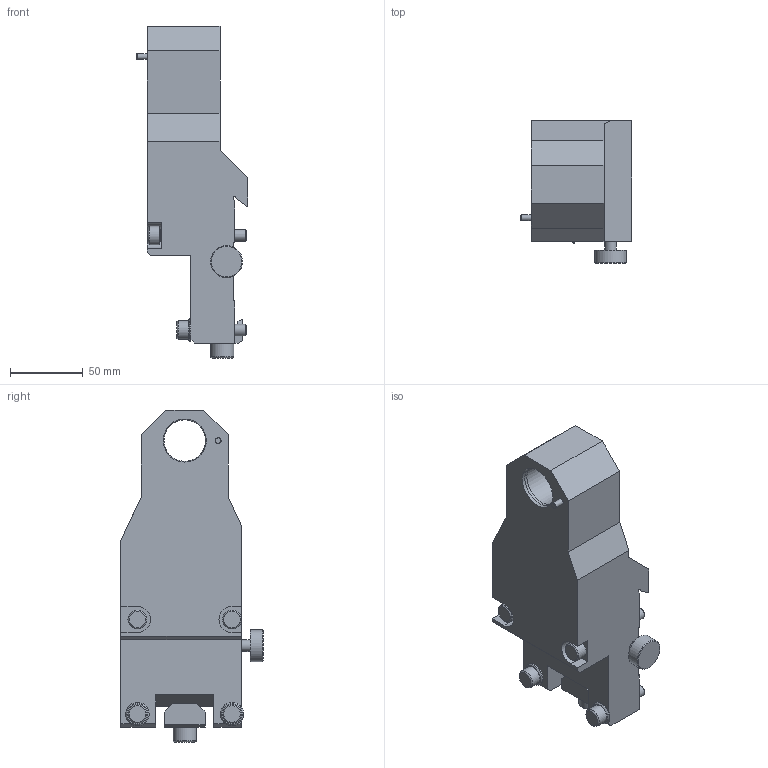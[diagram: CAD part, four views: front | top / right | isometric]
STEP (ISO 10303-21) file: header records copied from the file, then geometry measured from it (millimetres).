
FILE_DESCRIPTION(/* description */ (''),/* implementation_level */ '2;1');
FILE_NAME(/* name */ 'W5190128_stp.stp',/* time_stamp */ '2013-09-23T12:52:03+02:00',/* author */ (''),/* organization */ (''),/* preprocessor_version */ 'ST-DEVELOPER v11',/* originating_system */ 'SIEMENS PLM Software NX 7.5',/* authorisation */ '');
FILE_SCHEMA (('AUTOMOTIVE_DESIGN { 1 0 10303 214 1 1 1 1 }'));
Length unit declared in the file: millimetre
Products named in the file (1): polzCBB3kcds
Bounding box: 76.5 x 98 x 228.2 mm (x, y, z)
Volume: 740879.1 mm3; surface area: 73519.6 mm2
Topology: 1 solids, 1 shells, 122 faces, 293 edges, 191 vertices
Faces by surface type: plane 78, cylinder 26, cone 14, torus 4
Full cylindrical faces by diameter (mm): 4 x1, 8 x7, 10 x1, 13 x4, 16 x3, 22 x1, 28.51 x1, 28.54 x2
Entity records: 3262 total; most frequent: DIRECTION 564, CARTESIAN_POINT 545, ORIENTED_EDGE 486, EDGE_CURVE 243, AXIS2_PLACEMENT_3D 198, EDGE_LOOP 182, VERTEX_POINT 179, LINE 168
